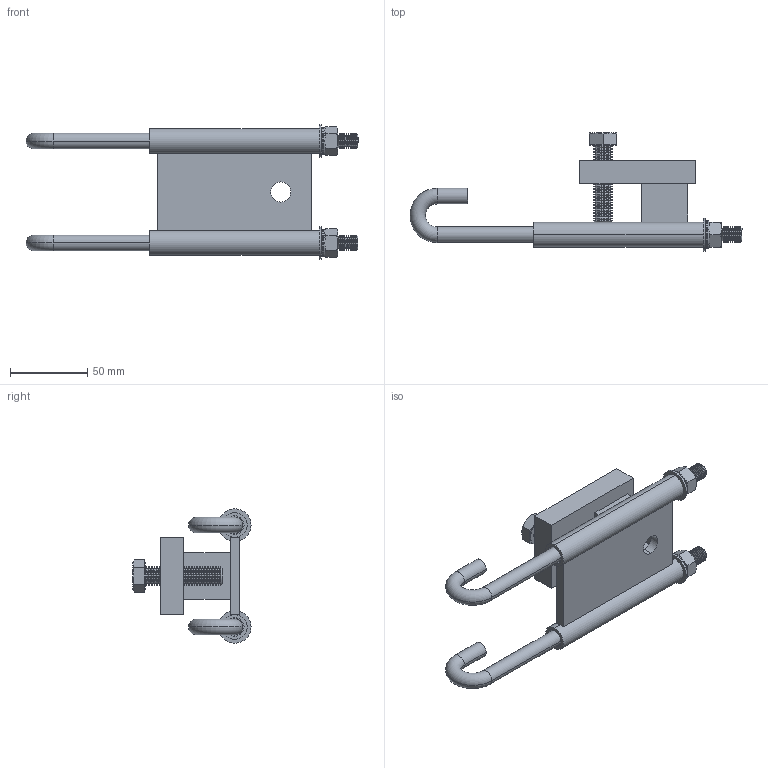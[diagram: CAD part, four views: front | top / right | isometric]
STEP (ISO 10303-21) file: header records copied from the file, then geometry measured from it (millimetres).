
FILE_DESCRIPTION (( 'STEP AP203' ), '1' );
FILE_NAME ('T29800.STEP', '2018-07-19T11:32:04', ( '' ), ( '' ), 'SwSTEP 2.0', 'SolidWorks 2016', '' );
FILE_SCHEMA (( 'CONFIG_CONTROL_DESIGN' ));
Length unit declared in the file: millimetre
Products named in the file (12): 16 X 2 CHS X 110 LG; T29800; Hex Nut Style 1 GradeAB_Doughty Fastners_M10 FULL NUT; TH670; Single Coil Rectangular Section Spring Washer_Doughty Fastners_M10 Spring Washer; 30 X 30 X 3 SHS X 30 LG; TH669; F1086; Hex Bolt_ISO 4016 - M12 x 50 x 50-WS; B Washer_M10 B WASHER (F892); TH015; Doughty Sticker Small (B0004)
Assembly tree (16 placements, depth 3):
  T29800
    TH015
      TH670
      30 X 30 X 3 SHS X 30 LG
      TH669
      16 X 2 CHS X 110 LG  x2
    F1086  x2
    Doughty Sticker Small (B0004)
    Hex Bolt_ISO 4016 - M12 x 50 x 50-WS
    B Washer_M10 B WASHER (F892)  x2
    Single Coil Rectangular Section Spring Washer_Doughty Fastners_M10 Spring Washer  x2
    Hex Nut Style 1 GradeAB_Doughty Fastners_M10 FULL NUT  x2
Bounding box: 215 x 76.45 x 87 mm (x, y, z)
Volume: 160667.9 mm3; surface area: 81040.6 mm2
Topology: 15 solids, 15 shells, 1247 faces, 2714 edges, 1508 vertices
Faces by surface type: cone 684, cylinder 384, plane 132, bspline 35, torus 12
Entity records: 25422 total; most frequent: CARTESIAN_POINT 6046, DIRECTION 4050, ORIENTED_EDGE 3596, EDGE_CURVE 1798, AXIS2_PLACEMENT_3D 1588, VERTEX_POINT 1036, VECTOR 874, LINE 874
